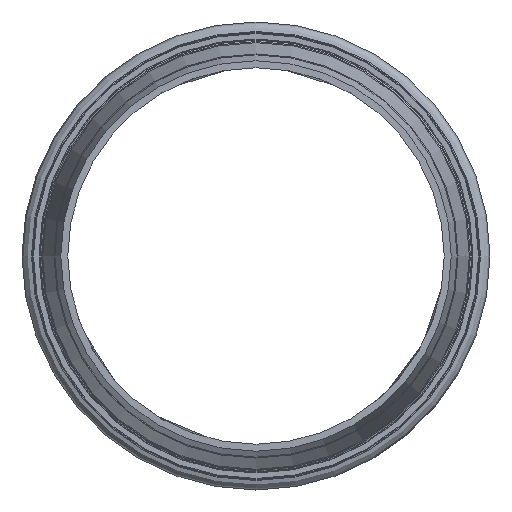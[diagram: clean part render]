
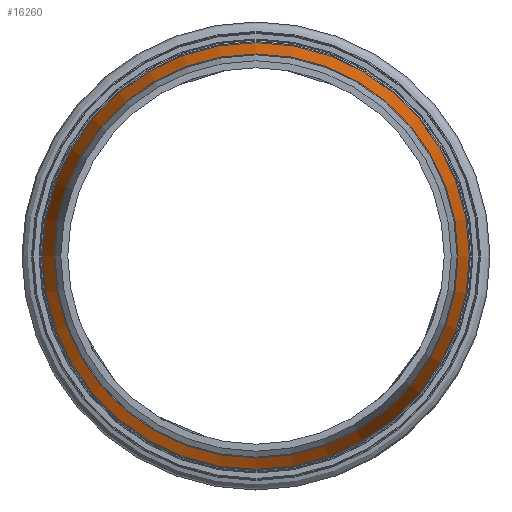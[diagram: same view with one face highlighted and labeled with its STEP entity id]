
A CAD part, front view. The second image highlights one B-rep face of the part: STEP entity #16260.
In plain terms, the highlighted conical face has half-angle 15 degrees and reference radius 56.675 mm.
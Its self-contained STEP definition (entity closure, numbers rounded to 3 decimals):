
#15=CONICAL_SURFACE('',#17988,56.675,0.262);
#1238=CIRCLE('',#17987,58.35);
#1239=CIRCLE('',#17989,55.);
#2367=FACE_OUTER_BOUND('',#3112,.T.);
#3112=EDGE_LOOP('',(#13153,#13154,#13155,#13156));
#4091=LINE('',#39587,#4934);
#4934=VECTOR('',#22139,56.675);
#7439=VERTEX_POINT('',#39581);
#7440=VERTEX_POINT('',#39585);
#9861=EDGE_CURVE('',#7439,#7439,#1238,.T.);
#9863=EDGE_CURVE('',#7440,#7440,#1239,.T.);
#9864=EDGE_CURVE('',#7440,#7439,#4091,.T.);
#13153=ORIENTED_EDGE('',*,*,#9863,.F.);
#13154=ORIENTED_EDGE('',*,*,#9864,.T.);
#13155=ORIENTED_EDGE('',*,*,#9861,.T.);
#13156=ORIENTED_EDGE('',*,*,#9864,.F.);
#16260=ADVANCED_FACE('',(#2367),#15,.T.);
#17987=AXIS2_PLACEMENT_3D('',#39582,#22132,#22133);
#17988=AXIS2_PLACEMENT_3D('',#39584,#22135,#22136);
#17989=AXIS2_PLACEMENT_3D('',#39586,#22137,#22138);
#22132=DIRECTION('center_axis',(0.,-1.,0.));
#22133=DIRECTION('ref_axis',(1.,0.,0.));
#22135=DIRECTION('center_axis',(0.,1.,0.));
#22136=DIRECTION('ref_axis',(-1.,0.,0.));
#22137=DIRECTION('center_axis',(0.,-1.,0.));
#22138=DIRECTION('ref_axis',(1.,0.,0.));
#22139=DIRECTION('',(0.259,0.966,0.));
#39581=CARTESIAN_POINT('',(58.35,-1.567,0.));
#39582=CARTESIAN_POINT('Origin',(0.,-1.567,0.));
#39584=CARTESIAN_POINT('Origin',(0.,-7.818,0.));
#39585=CARTESIAN_POINT('',(55.,-14.07,0.));
#39586=CARTESIAN_POINT('Origin',(0.,-14.07,0.));
#39587=CARTESIAN_POINT('',(56.675,-7.818,0.));
